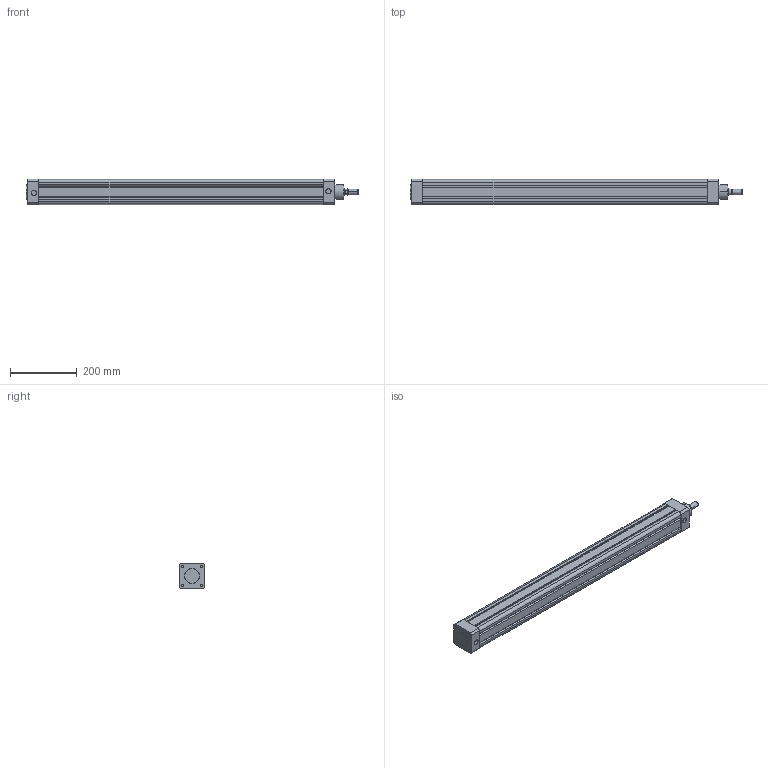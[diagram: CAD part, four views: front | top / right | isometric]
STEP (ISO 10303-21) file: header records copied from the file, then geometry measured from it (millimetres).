
FILE_DESCRIPTION (( 'STEP AP214' ), '1' );
FILE_NAME ('ISP 63-800 CYLINDER.STEP', '2010-08-03T15:16:16', ( '' ), ( '' ), 'SwSTEP 2.0', 'SolidWorks 2010', '' );
FILE_SCHEMA (( 'AUTOMOTIVE_DESIGN' ));
Length unit declared in the file: millimetre
Products named in the file (5): ISP 63 ARKA KAPAK; ISP 63 BORU; ISP 63 烰 KAPAK; ISP 63 M尳; ISP  63-800   CYLINDER
Assembly tree (4 placements, depth 2):
  ISP  63-800   CYLINDER
    ISP 63 BORU
    ISP 63 ARKA KAPAK
    ISP 63 烰 KAPAK
    ISP 63 M尳
Bounding box: 994 x 76 x 76 mm (x, y, z)
Volume: 2607788.4 mm3; surface area: 687952.5 mm2
Topology: 4 solids, 4 shells, 194 faces, 474 edges, 304 vertices
Faces by surface type: plane 98, cylinder 60, cone 26, torus 10
Entity records: 6180 total; most frequent: CARTESIAN_POINT 1047, DIRECTION 1022, ORIENTED_EDGE 948, EDGE_CURVE 474, AXIS2_PLACEMENT_3D 363, VERTEX_POINT 304, LINE 296, VECTOR 296
